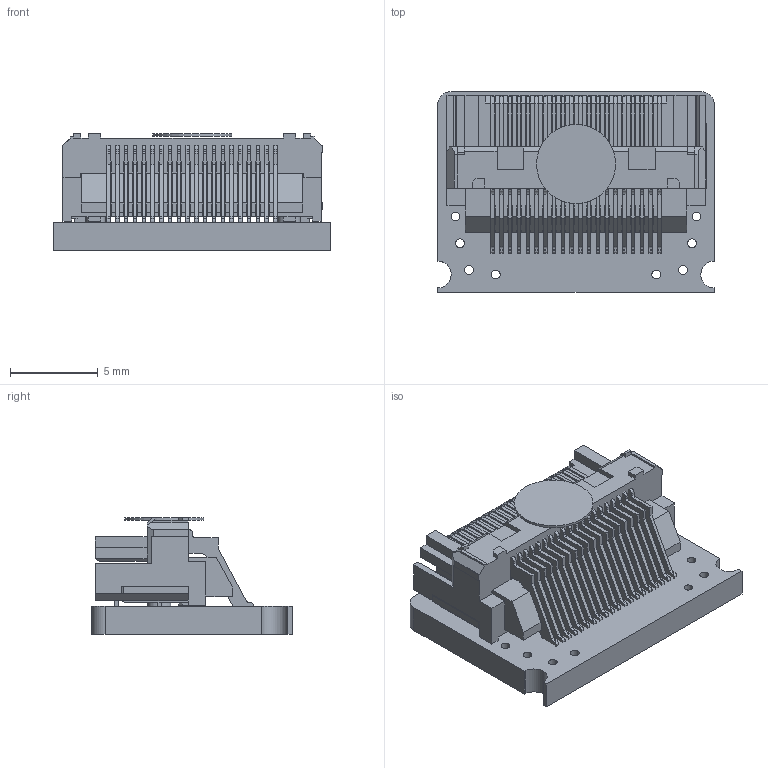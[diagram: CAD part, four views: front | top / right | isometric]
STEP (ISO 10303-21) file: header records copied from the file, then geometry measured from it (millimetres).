
FILE_DESCRIPTION(('KiCad electronic assembly'),'2;1');
FILE_NAME('LoomRide-v2.step','2025-08-21T17:31:34',('Pcbnew'),('Kicad'), 'Open CASCADE STEP processor 7.7','KiCad to STEP converter','Unknown' );
FILE_SCHEMA(('AUTOMOTIVE_DESIGN { 1 0 10303 214 1 1 1 1 }'));
Length unit declared in the file: millimetre
Products named in the file (4): LoomRide-v2 1; LSHM-120-01-L-DH-A-N-K; LSHM-120-01-L-DH-A-N-K-TR; LoomRide-v2_PCB
Assembly tree (3 placements, depth 3):
  LoomRide-v2 1
    LSHM-120-01-L-DH-A-N-K
      LSHM-120-01-L-DH-A-N-K-TR
    LoomRide-v2_PCB
Bounding box: 15.75 x 11.43 x 6.64 mm (x, y, z)
Volume: 575.6 mm3; surface area: 2174.4 mm2
Topology: 7 solids, 7 shells, 1767 faces, 5201 edges, 3384 vertices
Faces by surface type: plane 1614, cylinder 150, cone 3
Full cylindrical faces by diameter (mm): 0.5 x20, 1.15 x2, 1.32 x1, 1.45 x2, 4.5 x1
Entity records: 57869 total; most frequent: ORIENTED_EDGE 10402, CARTESIAN_POINT 10359, DIRECTION 9044, EDGE_CURVE 5201, LINE 4894, VECTOR 4894, VERTEX_POINT 3384, AXIS2_PLACEMENT_3D 2075
